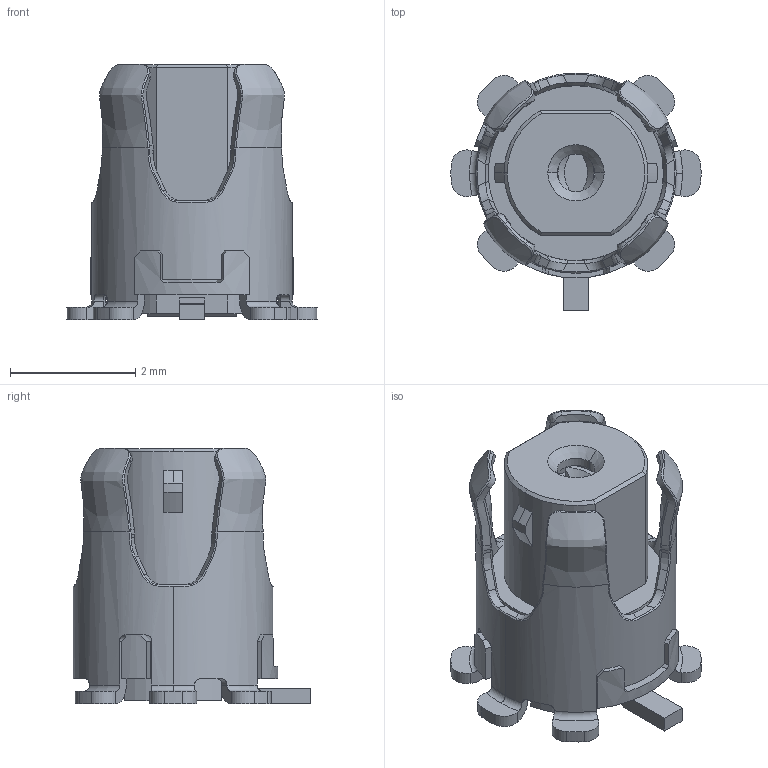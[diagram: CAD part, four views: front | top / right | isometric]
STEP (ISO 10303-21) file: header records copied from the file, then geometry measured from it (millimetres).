
FILE_DESCRIPTION (( 'STEP AP203' ), '1' );
FILE_NAME ('CMS2200-01_△2_180511（ボディ改造）_180607.STEP', '2019-01-25T02:47:46', ( '' ), ( '' ), 'SwSTEP 2.0', 'SolidWorks 2017', '' );
FILE_SCHEMA (( 'CONFIG_CONTROL_DESIGN' ));
Length unit declared in the file: millimetre
Products named in the file (2): CMS2200-04_180607_Model; CMS2200-01_△2_180511（ボディ改造）_180607
Assembly tree (1 placements, depth 2):
  CMS2200-01_△2_180511（ボディ改造）_180607
    CMS2200-04_180607_Model
Bounding box: 4 x 3.8 x 4.09 mm (x, y, z)
Volume: 24 mm3; surface area: 87.5 mm2
Topology: 1 solids, 1 shells, 452 faces, 1144 edges, 701 vertices
Faces by surface type: bspline 174, plane 134, cylinder 100, cone 28, torus 16
Entity records: 25833 total; most frequent: CARTESIAN_POINT 16342, ORIENTED_EDGE 2288, DIRECTION 1384, EDGE_CURVE 1144, VERTEX_POINT 701, B_SPLINE_CURVE_WITH_KNOTS 546, AXIS2_PLACEMENT_3D 526, EDGE_LOOP 459
